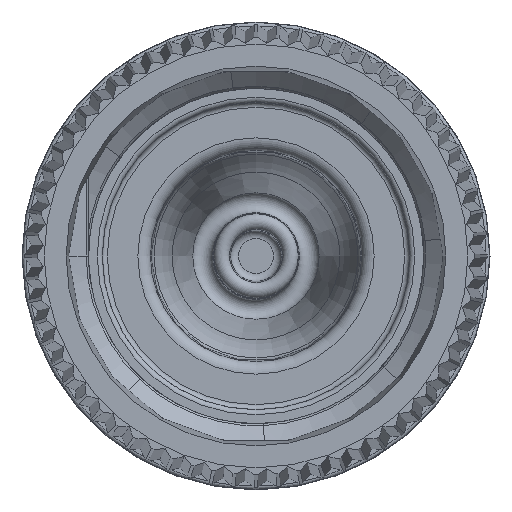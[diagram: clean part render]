
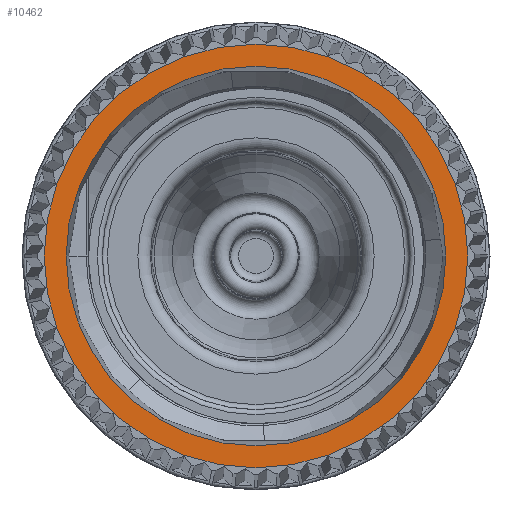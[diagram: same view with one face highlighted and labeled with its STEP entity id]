
A CAD part, front view. The second image highlights one B-rep face of the part: STEP entity #10462.
In plain terms, the highlighted planar face has unit normal (0, -1, 0).
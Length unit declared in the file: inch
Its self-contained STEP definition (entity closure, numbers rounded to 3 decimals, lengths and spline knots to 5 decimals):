
#162=FACE_BOUND('',#2131,.T.);
#1450=FACE_OUTER_BOUND('',#2130,.T.);
#2130=EDGE_LOOP('',(#8991));
#2131=EDGE_LOOP('',(#8992));
#2315=CIRCLE('',#10889,0.3);
#2400=CIRCLE('',#11247,0.33465);
#4075=VERTEX_POINT('',#14608);
#4742=VERTEX_POINT('',#23005);
#5121=EDGE_CURVE('',#4075,#4075,#2315,.T.);
#6188=EDGE_CURVE('',#4742,#4742,#2400,.T.);
#8991=ORIENTED_EDGE('',*,*,#6188,.T.);
#8992=ORIENTED_EDGE('',*,*,#5121,.F.);
#9831=PLANE('',#11248);
#10462=ADVANCED_FACE('',(#1450,#162),#9831,.T.);
#10889=AXIS2_PLACEMENT_3D('',#14609,#11996,#11997);
#11247=AXIS2_PLACEMENT_3D('',#23006,#13237,#13238);
#11248=AXIS2_PLACEMENT_3D('',#23008,#13240,#13241);
#11996=DIRECTION('center_axis',(0.,-1.,0.));
#11997=DIRECTION('ref_axis',(1.,0.,0.));
#13237=DIRECTION('center_axis',(0.,-1.,0.));
#13238=DIRECTION('ref_axis',(1.,0.,0.));
#13240=DIRECTION('center_axis',(0.,-1.,0.));
#13241=DIRECTION('ref_axis',(0.,0.,-1.));
#14608=CARTESIAN_POINT('',(-0.3,0.,0.));
#14609=CARTESIAN_POINT('Origin',(0.,0.,
0.));
#23005=CARTESIAN_POINT('',(-0.33465,0.,0.));
#23006=CARTESIAN_POINT('Origin',(0.,0.,
0.));
#23008=CARTESIAN_POINT('Origin',(0.3,0.,0.));
